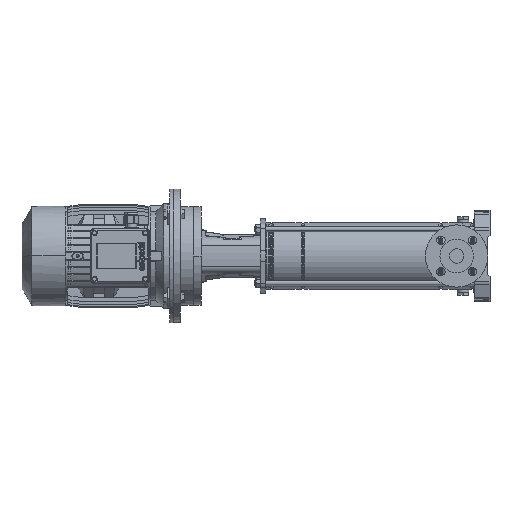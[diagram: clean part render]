
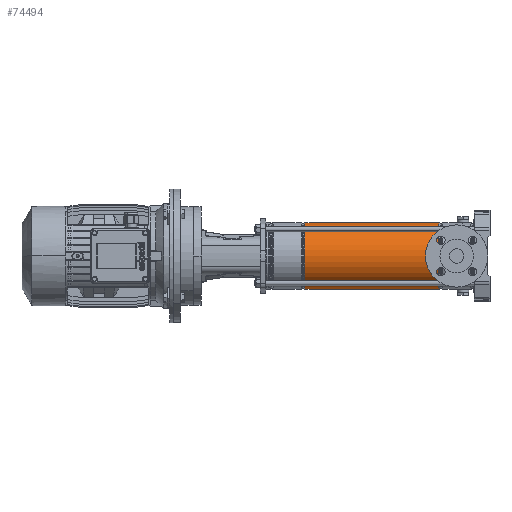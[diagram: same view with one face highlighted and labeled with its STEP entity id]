
A CAD part, left-side view. The second image highlights one B-rep face of the part: STEP entity #74494.
In plain terms, the highlighted cylindrical face has radius 74.9 mm (diameter 149.8 mm), a partial arc.
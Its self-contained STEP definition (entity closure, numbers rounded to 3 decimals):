
#2554 = VERTEX_POINT ( 'NONE', #24020 ) ;
#4170 = CARTESIAN_POINT ( 'NONE',  ( 0., 0., 388.221 ) ) ;
#5743 = EDGE_CURVE ( 'NONE', #2554, #6458, #36858, .T. ) ;
#5883 = DIRECTION ( 'NONE',  ( -1., 0., 0. ) ) ;
#6458 = VERTEX_POINT ( 'NONE', #41792 ) ;
#8758 = EDGE_CURVE ( 'NONE', #10478, #2554, #44224, .T. ) ;
#10478 = VERTEX_POINT ( 'NONE', #32554 ) ;
#10511 = AXIS2_PLACEMENT_3D ( 'NONE', #4170, #22560, #51134 ) ;
#17443 = LINE ( 'NONE', #47558, #49971 ) ;
#18108 = CARTESIAN_POINT ( 'NONE',  ( 74.9, 0., 0. ) ) ;
#22456 = CIRCLE ( 'NONE', #66182, 74.9 ) ;
#22560 = DIRECTION ( 'NONE',  ( 0., 0., -1. ) ) ;
#24020 = CARTESIAN_POINT ( 'NONE',  ( 74.9, 0., 388.221 ) ) ;
#29738 = CYLINDRICAL_SURFACE ( 'NONE', #70927, 74.9 ) ;
#31921 = CARTESIAN_POINT ( 'NONE',  ( 0., 0., 87.279 ) ) ;
#32300 = DIRECTION ( 'NONE',  ( 1., 0., 0. ) ) ;
#32554 = CARTESIAN_POINT ( 'NONE',  ( -74.9, 0., 388.221 ) ) ;
#36748 = VERTEX_POINT ( 'NONE', #70276 ) ;
#36858 = LINE ( 'NONE', #18108, #41944 ) ;
#37438 = ORIENTED_EDGE ( 'NONE', *, *, #8758, .T. ) ;
#40522 = DIRECTION ( 'NONE',  ( 0., 0., -1. ) ) ;
#40711 = FACE_OUTER_BOUND ( 'NONE', #69072, .T. ) ;
#41792 = CARTESIAN_POINT ( 'NONE',  ( 74.9, 0., 87.279 ) ) ;
#41944 = VECTOR ( 'NONE', #53700, 1000. ) ;
#42750 = ORIENTED_EDGE ( 'NONE', *, *, #65702, .F. ) ;
#44224 = CIRCLE ( 'NONE', #10511, 74.9 ) ;
#47558 = CARTESIAN_POINT ( 'NONE',  ( -74.9, 0., 0. ) ) ;
#47640 = EDGE_CURVE ( 'NONE', #6458, #36748, #22456, .T. ) ;
#49971 = VECTOR ( 'NONE', #40522, 1000. ) ;
#51134 = DIRECTION ( 'NONE',  ( 1., 0., 0. ) ) ;
#53700 = DIRECTION ( 'NONE',  ( 0., 0., -1. ) ) ;
#54820 = ORIENTED_EDGE ( 'NONE', *, *, #5743, .T. ) ;
#58306 = CARTESIAN_POINT ( 'NONE',  ( 0., 0., 0. ) ) ;
#65702 = EDGE_CURVE ( 'NONE', #10478, #36748, #17443, .T. ) ;
#66182 = AXIS2_PLACEMENT_3D ( 'NONE', #31921, #68279, #32300 ) ;
#68279 = DIRECTION ( 'NONE',  ( 0., 0., 1. ) ) ;
#69072 = EDGE_LOOP ( 'NONE', ( #37438, #54820, #72380, #42750 ) ) ;
#70276 = CARTESIAN_POINT ( 'NONE',  ( -74.9, 0., 87.279 ) ) ;
#70927 = AXIS2_PLACEMENT_3D ( 'NONE', #58306, #71570, #5883 ) ;
#71570 = DIRECTION ( 'NONE',  ( 0., 0., -1. ) ) ;
#72380 = ORIENTED_EDGE ( 'NONE', *, *, #47640, .T. ) ;
#74494 = ADVANCED_FACE ( 'NONE', ( #40711 ), #29738, .T. ) ;
